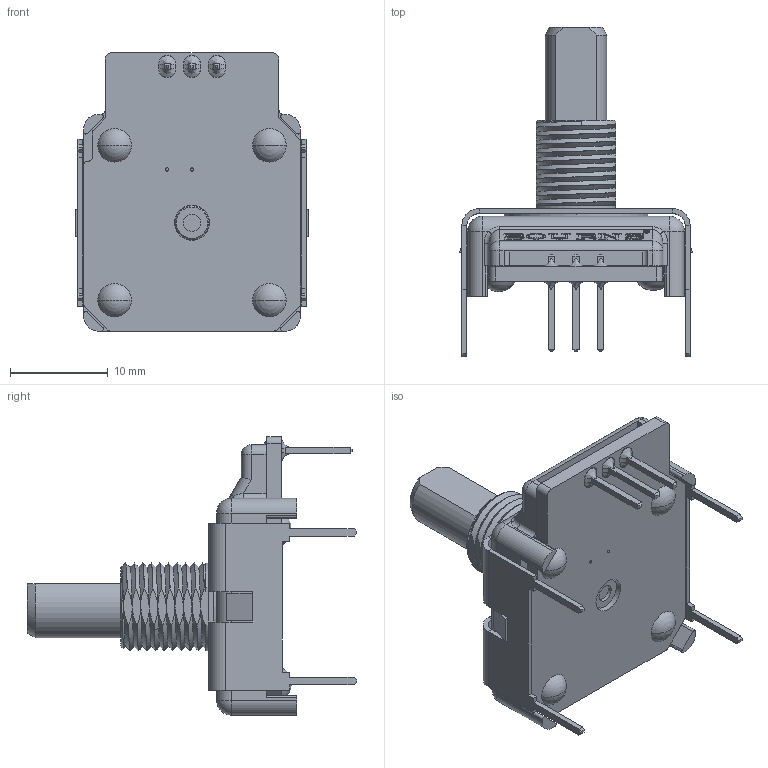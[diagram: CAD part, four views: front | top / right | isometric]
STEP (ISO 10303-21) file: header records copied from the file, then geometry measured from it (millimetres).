
FILE_DESCRIPTION((''),'2;1');
FILE_NAME('ECW1D-C24-BXXXXX','2012-01-19T',('RICKB'),('Bourns, Inc.'),'PRO/ENGINEER BY PARAMETRIC TECHNOLOGY CORPORATION, 2010100','PRO/ENGINEER BY PARAMETRIC TECHNOLOGY CORPORATION, 2010100','');
FILE_SCHEMA(('CONFIG_CONTROL_DESIGN'));
Length unit declared in the file: inch
Products named in the file (1): ECW1D-C24-BXXXXX
Bounding box: 23.88 x 33.69 x 28.5 mm (x, y, z)
Volume: 4699.9 mm3; surface area: 3894.3 mm2
Topology: 1 solids, 12 shells, 662 faces, 1663 edges, 1055 vertices
Faces by surface type: plane 406, cylinder 170, bspline 67, sphere 14, cone 5
Entity records: 27863 total; most frequent: CARTESIAN_POINT 12372, ORIENTED_EDGE 3310, DIRECTION 2979, EDGE_CURVE 1655, VECTOR 1091, LINE 1091, VERTEX_POINT 1055, AXIS2_PLACEMENT_3D 944
